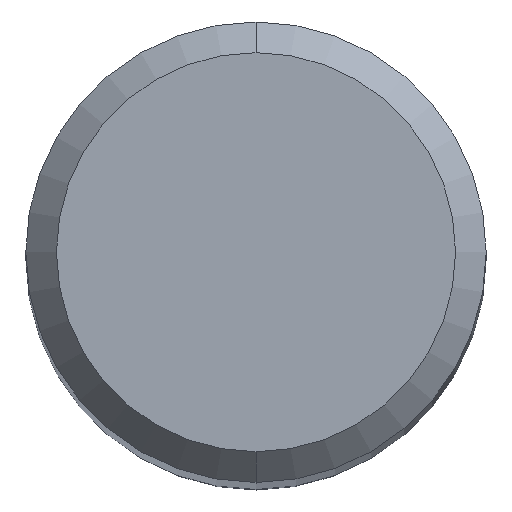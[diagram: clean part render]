
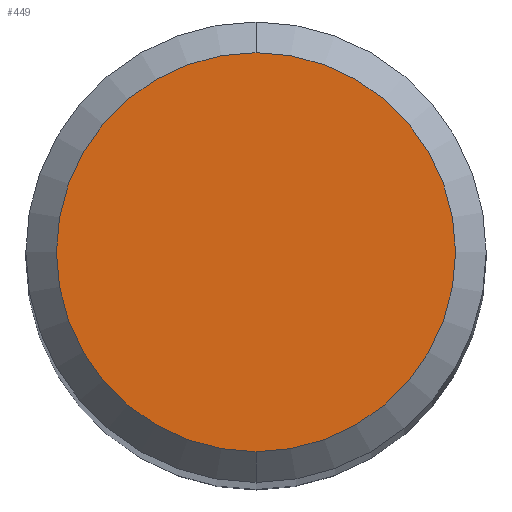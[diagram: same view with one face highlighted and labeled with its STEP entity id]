
A CAD part, top view. The second image highlights one B-rep face of the part: STEP entity #449.
In plain terms, the highlighted planar face has unit normal (0, 0, 1).
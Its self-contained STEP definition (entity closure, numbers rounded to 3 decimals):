
#241=VERTEX_POINT('',#552);
#385=EDGE_CURVE('',#241,#439,#712,.T.);
#439=VERTEX_POINT('',#772);
#449=ADVANCED_FACE('',(#783),#784,.T.);
#463=EDGE_CURVE('',#439,#241,#800,.T.);
#552=CARTESIAN_POINT('',(0.0,2.6,0.));
#712=CIRCLE('',#1306,2.6);
#772=CARTESIAN_POINT('',(0.,-2.6,0.));
#783=FACE_OUTER_BOUND('',#1421,.T.);
#784=PLANE('',#1422);
#800=CIRCLE('',#1443,2.6);
#1306=AXIS2_PLACEMENT_3D('',#1689,#1690,#1691);
#1421=EDGE_LOOP('',(#1770,#1771));
#1422=AXIS2_PLACEMENT_3D('',#1772,#1773,#1774);
#1443=AXIS2_PLACEMENT_3D('',#1802,#1803,#1804);
#1689=CARTESIAN_POINT('',(0.0,0.0,0.));
#1690=DIRECTION('',(0.0,0.0,-1.0));
#1691=DIRECTION('',(0.0,1.0,0.0));
#1770=ORIENTED_EDGE('',*,*,#385,.F.);
#1771=ORIENTED_EDGE('',*,*,#463,.F.);
#1772=CARTESIAN_POINT('',(0.0,1.3,0.));
#1773=DIRECTION('',(-0.0,0.0,1.0));
#1774=DIRECTION('',(0.0,-1.0,0.0));
#1802=CARTESIAN_POINT('',(0.0,0.0,0.));
#1803=DIRECTION('',(0.0,0.0,-1.0));
#1804=DIRECTION('',(0.0,1.0,0.0));
